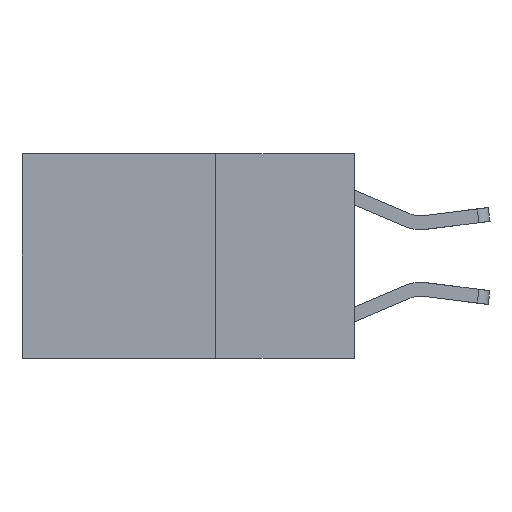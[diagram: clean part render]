
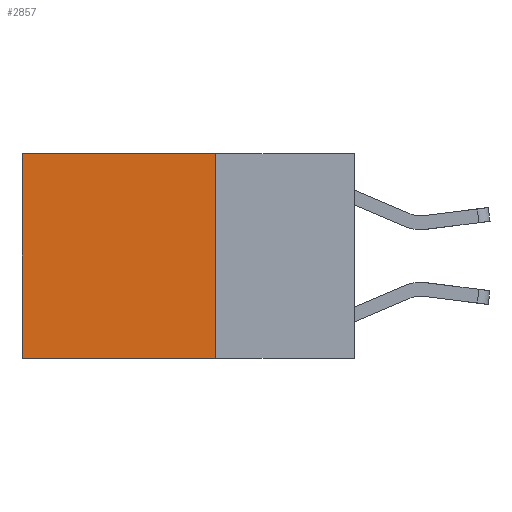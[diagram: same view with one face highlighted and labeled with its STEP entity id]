
A CAD part, left-side view. The second image highlights one B-rep face of the part: STEP entity #2857.
In plain terms, the highlighted planar face has unit normal (-1, 0, 0).
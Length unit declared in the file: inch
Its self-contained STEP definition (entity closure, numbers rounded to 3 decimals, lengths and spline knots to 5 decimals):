
#187 = LINE ( 'NONE', #2607, #7480 ) ;
#233 = LINE ( 'NONE', #7852, #9593 ) ;
#724 = DIRECTION ( 'NONE',  ( 0., 0., -1. ) ) ;
#983 = EDGE_CURVE ( 'NONE', #2445, #3952, #187, .T. ) ;
#1118 = ORIENTED_EDGE ( 'NONE', *, *, #983, .F. ) ;
#1411 = EDGE_CURVE ( 'NONE', #3557, #3761, #6981, .T. ) ;
#1664 = CARTESIAN_POINT ( 'NONE',  ( 0.2625, 0.25, -0.37 ) ) ;
#1852 = CARTESIAN_POINT ( 'NONE',  ( 0.2625, 0.25, 0. ) ) ;
#1908 = AXIS2_PLACEMENT_3D ( 'NONE', #1852, #7850, #2461 ) ;
#2319 = CARTESIAN_POINT ( 'NONE',  ( 0.2625, 0.6, 0. ) ) ;
#2445 = VERTEX_POINT ( 'NONE', #8012 ) ;
#2461 = DIRECTION ( 'NONE',  ( 0., 0., -1. ) ) ;
#2607 = CARTESIAN_POINT ( 'NONE',  ( 0.2625, 0.25, 0. ) ) ;
#2857 = ADVANCED_FACE ( 'NONE', ( #5670 ), #8698, .F. ) ;
#3064 = LINE ( 'NONE', #9156, #8792 ) ;
#3256 = DIRECTION ( 'NONE',  ( 0., 1., 0. ) ) ;
#3557 = VERTEX_POINT ( 'NONE', #4487 ) ;
#3761 = VERTEX_POINT ( 'NONE', #5220 ) ;
#3952 = VERTEX_POINT ( 'NONE', #1664 ) ;
#3991 = EDGE_CURVE ( 'NONE', #2445, #3557, #3064, .T. ) ;
#4010 = EDGE_CURVE ( 'NONE', #3952, #3761, #233, .T. ) ;
#4057 = DIRECTION ( 'NONE',  ( 0., 0., -1. ) ) ;
#4487 = CARTESIAN_POINT ( 'NONE',  ( 0.2625, 0.6, 0. ) ) ;
#4954 = DIRECTION ( 'NONE',  ( 0., 1., 0. ) ) ;
#5220 = CARTESIAN_POINT ( 'NONE',  ( 0.2625, 0.6, -0.37 ) ) ;
#5670 = FACE_OUTER_BOUND ( 'NONE', #6464, .T. ) ;
#6464 = EDGE_LOOP ( 'NONE', ( #6805, #6769, #1118, #8073 ) ) ;
#6769 = ORIENTED_EDGE ( 'NONE', *, *, #4010, .F. ) ;
#6805 = ORIENTED_EDGE ( 'NONE', *, *, #1411, .T. ) ;
#6981 = LINE ( 'NONE', #2319, #8929 ) ;
#7480 = VECTOR ( 'NONE', #4057, 39.37008 ) ;
#7850 = DIRECTION ( 'NONE',  ( 1., 0., 0. ) ) ;
#7852 = CARTESIAN_POINT ( 'NONE',  ( 0.2625, 0.25, -0.37 ) ) ;
#8012 = CARTESIAN_POINT ( 'NONE',  ( 0.2625, 0.25, 0. ) ) ;
#8073 = ORIENTED_EDGE ( 'NONE', *, *, #3991, .T. ) ;
#8698 = PLANE ( 'NONE',  #1908 ) ;
#8792 = VECTOR ( 'NONE', #3256, 39.37008 ) ;
#8929 = VECTOR ( 'NONE', #724, 39.37008 ) ;
#9156 = CARTESIAN_POINT ( 'NONE',  ( 0.2625, 0.25, 0. ) ) ;
#9593 = VECTOR ( 'NONE', #4954, 39.37008 ) ;
